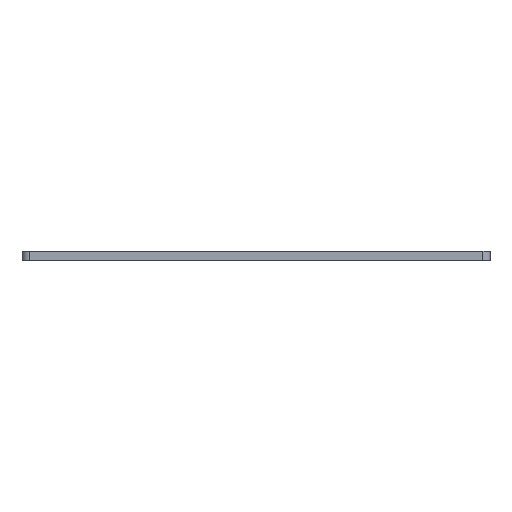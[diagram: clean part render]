
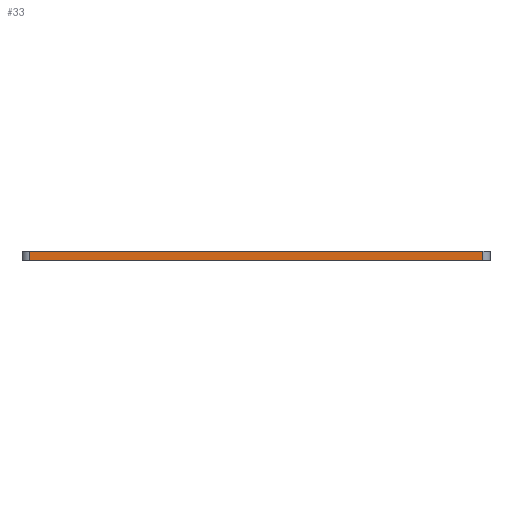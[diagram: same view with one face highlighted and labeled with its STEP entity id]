
A CAD part, left-side view. The second image highlights one B-rep face of the part: STEP entity #33.
In plain terms, the highlighted planar face has unit normal (-1, 0, 0).
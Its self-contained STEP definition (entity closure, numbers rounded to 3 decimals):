
#33=ADVANCED_FACE('',(#79),#817,.T.);
#79=FACE_OUTER_BOUND('',#125,.T.);
#125=EDGE_LOOP('',(#189,#190,#191,#192));
#189=ORIENTED_EDGE('',*,*,#533,.T.);
#190=ORIENTED_EDGE('',*,*,#526,.F.);
#191=ORIENTED_EDGE('',*,*,#528,.T.);
#192=ORIENTED_EDGE('',*,*,#525,.T.);
#525=EDGE_CURVE('',#765,#771,#677,.T.);
#526=EDGE_CURVE('',#766,#772,#678,.T.);
#528=EDGE_CURVE('',#766,#765,#680,.T.);
#533=EDGE_CURVE('',#771,#772,#683,.T.);
#677=B_SPLINE_CURVE_WITH_KNOTS('',1,(#1319,#1320),.UNSPECIFIED.,.F.,.F.,
(2,2),(1206.,1594.),.UNSPECIFIED.);
#678=B_SPLINE_CURVE_WITH_KNOTS('',1,(#1321,#1322),.UNSPECIFIED.,.F.,.F.,
(2,2),(1206.,1594.),.UNSPECIFIED.);
#680=B_SPLINE_CURVE_WITH_KNOTS('',1,(#1325,#1326),.UNSPECIFIED.,.F.,.F.,
(2,2),(0.,5.),.UNSPECIFIED.);
#683=B_SPLINE_CURVE_WITH_KNOTS('',1,(#1337,#1338),.UNSPECIFIED.,.F.,.F.,
(2,2),(0.,5.),.UNSPECIFIED.);
#765=VERTEX_POINT('',#1131);
#766=VERTEX_POINT('',#1132);
#771=VERTEX_POINT('',#1137);
#772=VERTEX_POINT('',#1138);
#817=PLANE('',#871);
#871=AXIS2_PLACEMENT_3D('',#945,#908,$);
#908=DIRECTION('',(-1.,0.,0.));
#945=CARTESIAN_POINT('',(-200.013,193.88,-2228.853));
#1131=CARTESIAN_POINT('',(-200.013,193.88,-2228.853));
#1132=CARTESIAN_POINT('',(-200.013,193.88,-2220.853));
#1137=CARTESIAN_POINT('',(-200.013,-194.12,-2228.853));
#1138=CARTESIAN_POINT('',(-200.013,-194.12,-2220.853));
#1319=CARTESIAN_POINT('',(-200.013,193.88,-2228.853));
#1320=CARTESIAN_POINT('',(-200.013,-194.12,-2228.853));
#1321=CARTESIAN_POINT('',(-200.013,193.88,-2220.853));
#1322=CARTESIAN_POINT('',(-200.013,-194.12,-2220.853));
#1325=CARTESIAN_POINT('',(-200.013,193.88,-2220.853));
#1326=CARTESIAN_POINT('',(-200.013,193.88,-2228.853));
#1337=CARTESIAN_POINT('',(-200.013,-194.12,-2228.853));
#1338=CARTESIAN_POINT('',(-200.013,-194.12,-2220.853));
